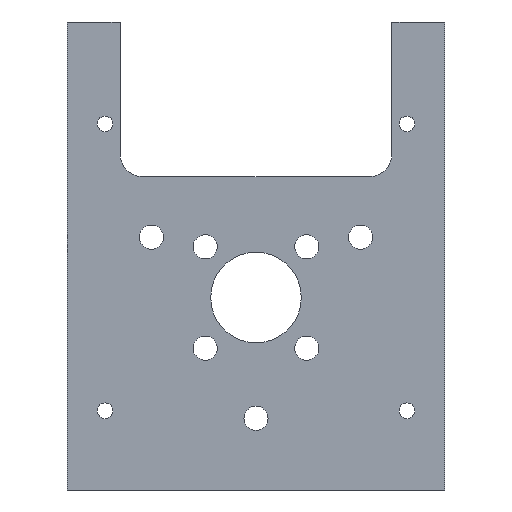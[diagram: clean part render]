
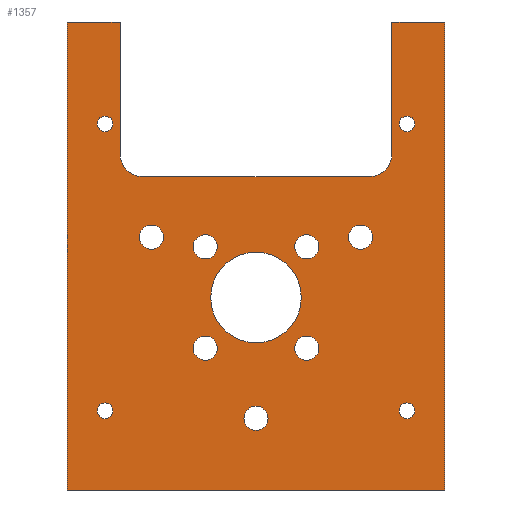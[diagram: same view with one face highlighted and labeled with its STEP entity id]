
A CAD part, front view. The second image highlights one B-rep face of the part: STEP entity #1357.
In plain terms, the highlighted planar face has unit normal (0, -1, 0).
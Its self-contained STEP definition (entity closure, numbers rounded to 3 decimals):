
#41=FACE_BOUND('',#318,.T.);
#42=FACE_BOUND('',#319,.T.);
#43=FACE_BOUND('',#320,.T.);
#44=FACE_BOUND('',#321,.T.);
#45=FACE_BOUND('',#322,.T.);
#46=FACE_BOUND('',#323,.T.);
#47=FACE_BOUND('',#324,.T.);
#48=FACE_BOUND('',#325,.T.);
#49=FACE_BOUND('',#326,.T.);
#50=FACE_BOUND('',#327,.T.);
#51=FACE_BOUND('',#328,.T.);
#52=FACE_BOUND('',#329,.T.);
#56=CIRCLE('',#1380,1.038);
#60=CIRCLE('',#1391,1.038);
#62=CIRCLE('',#1394,1.038);
#70=CIRCLE('',#1414,1.038);
#75=CIRCLE('',#1428,6.);
#100=CIRCLE('',#1463,1.6);
#103=CIRCLE('',#1468,1.6);
#106=CIRCLE('',#1473,1.6);
#109=CIRCLE('',#1478,1.6);
#112=CIRCLE('',#1483,1.6);
#114=CIRCLE('',#1487,1.6);
#116=CIRCLE('',#1496,1.6);
#118=CIRCLE('',#1507,3.);
#119=CIRCLE('',#1509,3.);
#223=FACE_OUTER_BOUND('',#317,.T.);
#317=EDGE_LOOP('',(#1222,#1223,#1224,#1225,#1226,#1227,#1228,#1229,#1230,
#1231));
#318=EDGE_LOOP('',(#1232));
#319=EDGE_LOOP('',(#1233));
#320=EDGE_LOOP('',(#1234));
#321=EDGE_LOOP('',(#1235));
#322=EDGE_LOOP('',(#1236));
#323=EDGE_LOOP('',(#1237));
#324=EDGE_LOOP('',(#1238));
#325=EDGE_LOOP('',(#1239));
#326=EDGE_LOOP('',(#1240));
#327=EDGE_LOOP('',(#1241));
#328=EDGE_LOOP('',(#1242));
#329=EDGE_LOOP('',(#1243));
#339=LINE('',#1951,#457);
#368=LINE('',#2023,#486);
#386=LINE('',#2076,#504);
#429=LINE('',#2253,#547);
#442=LINE('',#2285,#560);
#443=LINE('',#2288,#561);
#446=LINE('',#2297,#564);
#447=LINE('',#2299,#565);
#457=VECTOR('',#1547,10.);
#486=VECTOR('',#1610,10.);
#504=VECTOR('',#1662,10.);
#547=VECTOR('',#1853,10.);
#560=VECTOR('',#1894,10.);
#561=VECTOR('',#1897,10.);
#564=VECTOR('',#1910,10.);
#565=VECTOR('',#1913,10.);
#573=VERTEX_POINT('',#1939);
#576=VERTEX_POINT('',#1949);
#577=VERTEX_POINT('',#1950);
#591=VERTEX_POINT('',#1987);
#593=VERTEX_POINT('',#1993);
#602=VERTEX_POINT('',#2021);
#603=VERTEX_POINT('',#2022);
#617=VERTEX_POINT('',#2064);
#620=VERTEX_POINT('',#2074);
#621=VERTEX_POINT('',#2075);
#628=VERTEX_POINT('',#2102);
#664=VERTEX_POINT('',#2198);
#667=VERTEX_POINT('',#2207);
#670=VERTEX_POINT('',#2216);
#673=VERTEX_POINT('',#2225);
#676=VERTEX_POINT('',#2234);
#678=VERTEX_POINT('',#2241);
#680=VERTEX_POINT('',#2250);
#681=VERTEX_POINT('',#2252);
#685=VERTEX_POINT('',#2268);
#687=VERTEX_POINT('',#2287);
#688=VERTEX_POINT('',#2293);
#698=EDGE_CURVE('',#573,#573,#56,.T.);
#702=EDGE_CURVE('',#576,#577,#339,.T.);
#721=EDGE_CURVE('',#591,#591,#60,.T.);
#724=EDGE_CURVE('',#593,#593,#62,.T.);
#737=EDGE_CURVE('',#602,#603,#368,.T.);
#759=EDGE_CURVE('',#617,#617,#70,.T.);
#763=EDGE_CURVE('',#620,#621,#386,.T.);
#777=EDGE_CURVE('',#628,#628,#75,.T.);
#827=EDGE_CURVE('',#664,#664,#100,.T.);
#831=EDGE_CURVE('',#667,#667,#103,.T.);
#835=EDGE_CURVE('',#670,#670,#106,.T.);
#839=EDGE_CURVE('',#673,#673,#109,.T.);
#843=EDGE_CURVE('',#676,#676,#112,.T.);
#846=EDGE_CURVE('',#678,#678,#114,.T.);
#850=EDGE_CURVE('',#680,#681,#429,.T.);
#859=EDGE_CURVE('',#685,#685,#116,.T.);
#866=EDGE_CURVE('',#602,#577,#442,.T.);
#867=EDGE_CURVE('',#576,#687,#443,.T.);
#869=EDGE_CURVE('',#687,#681,#118,.T.);
#870=EDGE_CURVE('',#680,#688,#119,.T.);
#872=EDGE_CURVE('',#688,#621,#446,.T.);
#873=EDGE_CURVE('',#620,#603,#447,.T.);
#1222=ORIENTED_EDGE('',*,*,#870,.T.);
#1223=ORIENTED_EDGE('',*,*,#872,.T.);
#1224=ORIENTED_EDGE('',*,*,#763,.F.);
#1225=ORIENTED_EDGE('',*,*,#873,.T.);
#1226=ORIENTED_EDGE('',*,*,#737,.F.);
#1227=ORIENTED_EDGE('',*,*,#866,.T.);
#1228=ORIENTED_EDGE('',*,*,#702,.F.);
#1229=ORIENTED_EDGE('',*,*,#867,.T.);
#1230=ORIENTED_EDGE('',*,*,#869,.T.);
#1231=ORIENTED_EDGE('',*,*,#850,.F.);
#1232=ORIENTED_EDGE('',*,*,#698,.T.);
#1233=ORIENTED_EDGE('',*,*,#724,.T.);
#1234=ORIENTED_EDGE('',*,*,#721,.T.);
#1235=ORIENTED_EDGE('',*,*,#759,.T.);
#1236=ORIENTED_EDGE('',*,*,#827,.F.);
#1237=ORIENTED_EDGE('',*,*,#831,.F.);
#1238=ORIENTED_EDGE('',*,*,#835,.F.);
#1239=ORIENTED_EDGE('',*,*,#839,.F.);
#1240=ORIENTED_EDGE('',*,*,#843,.F.);
#1241=ORIENTED_EDGE('',*,*,#846,.F.);
#1242=ORIENTED_EDGE('',*,*,#859,.F.);
#1243=ORIENTED_EDGE('',*,*,#777,.T.);
#1284=PLANE('',#1512);
#1357=ADVANCED_FACE('',(#223,#41,#42,#43,#44,#45,#46,#47,#48,#49,#50,#51,
#52),#1284,.F.);
#1380=AXIS2_PLACEMENT_3D('',#1941,#1538,#1539);
#1391=AXIS2_PLACEMENT_3D('',#1989,#1579,#1580);
#1394=AXIS2_PLACEMENT_3D('',#1995,#1586,#1587);
#1414=AXIS2_PLACEMENT_3D('',#2066,#1653,#1654);
#1428=AXIS2_PLACEMENT_3D('',#2104,#1694,#1695);
#1463=AXIS2_PLACEMENT_3D('',#2200,#1789,#1790);
#1468=AXIS2_PLACEMENT_3D('',#2209,#1800,#1801);
#1473=AXIS2_PLACEMENT_3D('',#2218,#1811,#1812);
#1478=AXIS2_PLACEMENT_3D('',#2227,#1822,#1823);
#1483=AXIS2_PLACEMENT_3D('',#2236,#1833,#1834);
#1487=AXIS2_PLACEMENT_3D('',#2243,#1842,#1843);
#1496=AXIS2_PLACEMENT_3D('',#2270,#1871,#1872);
#1507=AXIS2_PLACEMENT_3D('',#2291,#1901,#1902);
#1509=AXIS2_PLACEMENT_3D('',#2294,#1905,#1906);
#1512=AXIS2_PLACEMENT_3D('',#2300,#1914,#1915);
#1538=DIRECTION('center_axis',(0.,1.,0.));
#1539=DIRECTION('ref_axis',(0.,0.,1.));
#1547=DIRECTION('',(1.,0.,0.));
#1579=DIRECTION('center_axis',(0.,1.,0.));
#1580=DIRECTION('ref_axis',(0.,0.,1.));
#1586=DIRECTION('center_axis',(0.,1.,0.));
#1587=DIRECTION('ref_axis',(0.,0.,1.));
#1610=DIRECTION('',(-1.,0.,0.));
#1653=DIRECTION('center_axis',(0.,1.,0.));
#1654=DIRECTION('ref_axis',(0.,0.,1.));
#1662=DIRECTION('',(1.,0.,0.));
#1694=DIRECTION('center_axis',(0.,1.,0.));
#1695=DIRECTION('ref_axis',(1.,0.,0.));
#1789=DIRECTION('center_axis',(0.,-1.,0.));
#1790=DIRECTION('ref_axis',(1.,0.,0.));
#1800=DIRECTION('center_axis',(0.,-1.,0.));
#1801=DIRECTION('ref_axis',(1.,0.,0.));
#1811=DIRECTION('center_axis',(0.,-1.,0.));
#1812=DIRECTION('ref_axis',(1.,0.,0.));
#1822=DIRECTION('center_axis',(0.,-1.,0.));
#1823=DIRECTION('ref_axis',(1.,0.,0.));
#1833=DIRECTION('center_axis',(0.,-1.,0.));
#1834=DIRECTION('ref_axis',(1.,0.,0.));
#1842=DIRECTION('center_axis',(0.,-1.,0.));
#1843=DIRECTION('ref_axis',(1.,0.,0.));
#1853=DIRECTION('',(1.,0.,0.));
#1871=DIRECTION('center_axis',(0.,-1.,0.));
#1872=DIRECTION('ref_axis',(1.,0.,0.));
#1894=DIRECTION('',(0.,0.,1.));
#1897=DIRECTION('',(0.,0.,-1.));
#1901=DIRECTION('center_axis',(0.,1.,0.));
#1902=DIRECTION('ref_axis',(1.,0.,0.));
#1905=DIRECTION('center_axis',(0.,1.,0.));
#1906=DIRECTION('ref_axis',(0.,0.,-1.));
#1910=DIRECTION('',(0.,0.,1.));
#1913=DIRECTION('',(0.,0.,-1.));
#1914=DIRECTION('center_axis',(0.,1.,0.));
#1915=DIRECTION('ref_axis',(0.,0.,1.));
#1939=CARTESIAN_POINT('',(20.,0.,21.962));
#1941=CARTESIAN_POINT('Origin',(20.,0.,23.));
#1949=CARTESIAN_POINT('',(18.,0.,36.5));
#1950=CARTESIAN_POINT('',(25.,0.,36.5));
#1951=CARTESIAN_POINT('',(12.5,0.,36.5));
#1987=CARTESIAN_POINT('',(-20.,0.,-16.038));
#1989=CARTESIAN_POINT('Origin',(-20.,0.,-15.));
#1993=CARTESIAN_POINT('',(20.,0.,-16.038));
#1995=CARTESIAN_POINT('Origin',(20.,0.,-15.));
#2021=CARTESIAN_POINT('',(25.,0.,-25.5));
#2022=CARTESIAN_POINT('',(-25.,0.,-25.5));
#2023=CARTESIAN_POINT('',(-12.5,0.,-25.5));
#2064=CARTESIAN_POINT('',(-20.,0.,21.962));
#2066=CARTESIAN_POINT('Origin',(-20.,0.,23.));
#2074=CARTESIAN_POINT('',(-25.,0.,36.5));
#2075=CARTESIAN_POINT('',(-18.,0.,36.5));
#2076=CARTESIAN_POINT('',(-9.,0.,36.5));
#2102=CARTESIAN_POINT('',(-6.,0.,0.));
#2104=CARTESIAN_POINT('Origin',(0.,0.,0.));
#2198=CARTESIAN_POINT('',(-1.6,0.,-16.));
#2200=CARTESIAN_POINT('Origin',(0.,0.,-16.));
#2207=CARTESIAN_POINT('',(-8.318,0.,6.718));
#2209=CARTESIAN_POINT('Origin',(-6.718,0.,6.718));
#2216=CARTESIAN_POINT('',(5.118,0.,6.718));
#2218=CARTESIAN_POINT('Origin',(6.718,0.,6.718));
#2225=CARTESIAN_POINT('',(-8.318,0.,-6.718));
#2227=CARTESIAN_POINT('Origin',(-6.718,0.,-6.718));
#2234=CARTESIAN_POINT('',(-15.456,0.,8.));
#2236=CARTESIAN_POINT('Origin',(-13.856,0.,8.));
#2241=CARTESIAN_POINT('',(12.256,0.,8.));
#2243=CARTESIAN_POINT('Origin',(13.856,0.,8.));
#2250=CARTESIAN_POINT('',(-15.,0.,16.));
#2252=CARTESIAN_POINT('',(15.,0.,16.));
#2253=CARTESIAN_POINT('',(9.5,0.,16.));
#2268=CARTESIAN_POINT('',(5.118,0.,-6.718));
#2270=CARTESIAN_POINT('Origin',(6.718,0.,-6.718));
#2285=CARTESIAN_POINT('',(25.,0.,-6.25));
#2287=CARTESIAN_POINT('',(18.,0.,19.));
#2288=CARTESIAN_POINT('',(18.,0.,10.25));
#2291=CARTESIAN_POINT('Origin',(15.,0.,19.));
#2293=CARTESIAN_POINT('',(-18.,0.,19.));
#2294=CARTESIAN_POINT('Origin',(-15.,0.,19.));
#2297=CARTESIAN_POINT('',(-18.,0.,9.5));
#2299=CARTESIAN_POINT('',(-25.,0.,10.25));
#2300=CARTESIAN_POINT('Origin',(0.,0.,0.));
